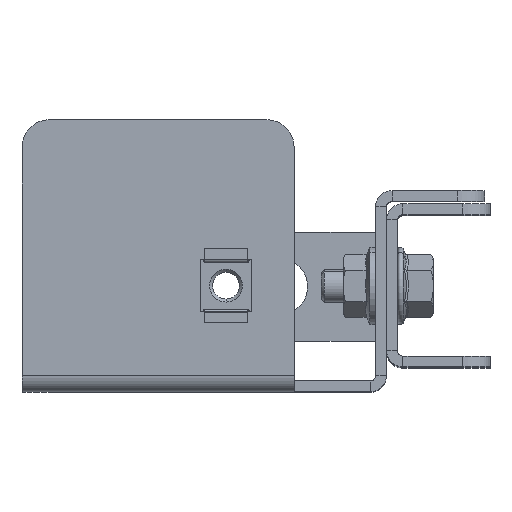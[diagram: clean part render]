
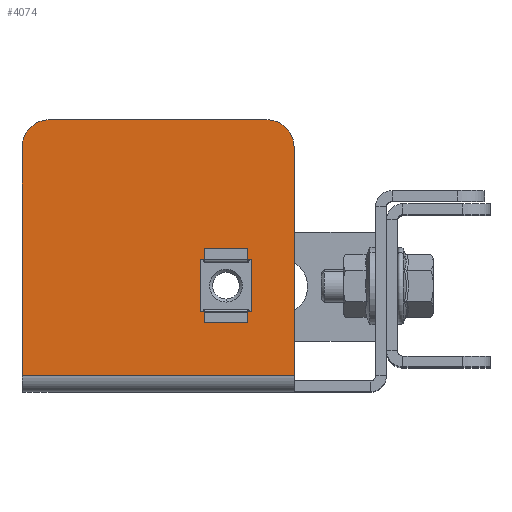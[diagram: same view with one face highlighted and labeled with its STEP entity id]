
A CAD part, top view. The second image highlights one B-rep face of the part: STEP entity #4074.
In plain terms, the highlighted face is planar.
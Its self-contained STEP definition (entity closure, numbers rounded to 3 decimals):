
#58 = CARTESIAN_POINT ( 'NONE',  ( -25.5, 65., -28. ) ) ;
#129 = ORIENTED_EDGE ( 'NONE', *, *, #4862, .T. ) ;
#185 = CARTESIAN_POINT ( 'NONE',  ( 16.5, 15., -28. ) ) ;
#246 = CARTESIAN_POINT ( 'NONE',  ( 16.5, 65., -28. ) ) ;
#256 = VERTEX_POINT ( 'NONE', #5859 ) ;
#319 = ORIENTED_EDGE ( 'NONE', *, *, #5091, .F. ) ;
#340 = DIRECTION ( 'NONE',  ( 1., 0., 0. ) ) ;
#459 = LINE ( 'NONE', #7345, #2218 ) ;
#470 = VERTEX_POINT ( 'NONE', #58 ) ;
#481 = CARTESIAN_POINT ( 'NONE',  ( -30.5, 60., -28. ) ) ;
#506 = DIRECTION ( 'NONE',  ( -1., 0., 0. ) ) ;
#703 = ORIENTED_EDGE ( 'NONE', *, *, #5760, .F. ) ;
#941 = CARTESIAN_POINT ( 'NONE',  ( 0., 65., -28. ) ) ;
#1269 = VERTEX_POINT ( 'NONE', #246 ) ;
#1273 = VECTOR ( 'NONE', #9173, 1000. ) ;
#1356 = DIRECTION ( 'NONE',  ( 0., 1., 0. ) ) ;
#2146 = EDGE_CURVE ( 'NONE', #470, #1269, #7734, .T. ) ;
#2218 = VECTOR ( 'NONE', #3542, 1000. ) ;
#2230 = CARTESIAN_POINT ( 'NONE',  ( 0., 0., -28. ) ) ;
#2351 = DIRECTION ( 'NONE',  ( 0., 0., -1. ) ) ;
#2462 = DIRECTION ( 'NONE',  ( 0., 0., -1. ) ) ;
#2807 = EDGE_CURVE ( 'NONE', #8130, #8762, #3591, .T. ) ;
#2914 = ORIENTED_EDGE ( 'NONE', *, *, #2146, .T. ) ;
#3124 = ORIENTED_EDGE ( 'NONE', *, *, #5166, .F. ) ;
#3455 = VECTOR ( 'NONE', #340, 1000. ) ;
#3542 = DIRECTION ( 'NONE',  ( 0., 1., 0. ) ) ;
#3548 = DIRECTION ( 'NONE',  ( 1., 0., 0. ) ) ;
#3591 = LINE ( 'NONE', #8296, #6011 ) ;
#3601 = ORIENTED_EDGE ( 'NONE', *, *, #3902, .T. ) ;
#3786 = ORIENTED_EDGE ( 'NONE', *, *, #7728, .T. ) ;
#3888 = ORIENTED_EDGE ( 'NONE', *, *, #2807, .F. ) ;
#3902 = EDGE_CURVE ( 'NONE', #8170, #256, #8679, .T. ) ;
#3951 = VERTEX_POINT ( 'NONE', #481 ) ;
#3961 = VECTOR ( 'NONE', #7973, 1000. ) ;
#4074 = ADVANCED_FACE ( 'NONE', ( #6671, #4496 ), #6620, .F. ) ;
#4248 = LINE ( 'NONE', #5079, #8022 ) ;
#4269 = EDGE_CURVE ( 'NONE', #9697, #8130, #459, .T. ) ;
#4496 = FACE_OUTER_BOUND ( 'NONE', #5679, .T. ) ;
#4509 = EDGE_CURVE ( 'NONE', #256, #8494, #9662, .T. ) ;
#4667 = CARTESIAN_POINT ( 'NONE',  ( 4.75, 22.75, -28. ) ) ;
#4862 = EDGE_CURVE ( 'NONE', #3951, #470, #7133, .T. ) ;
#5079 = CARTESIAN_POINT ( 'NONE',  ( -30.5, 0., -28. ) ) ;
#5090 = DIRECTION ( 'NONE',  ( 0., 0., 1. ) ) ;
#5091 = EDGE_CURVE ( 'NONE', #5278, #9697, #9538, .T. ) ;
#5156 = LINE ( 'NONE', #8899, #6971 ) ;
#5166 = EDGE_CURVE ( 'NONE', #8170, #1269, #5156, .T. ) ;
#5278 = VERTEX_POINT ( 'NONE', #4667 ) ;
#5679 = EDGE_LOOP ( 'NONE', ( #3601, #8796, #3786, #129, #2914, #3124 ) ) ;
#5760 = EDGE_CURVE ( 'NONE', #8762, #5278, #9125, .T. ) ;
#5761 = CARTESIAN_POINT ( 'NONE',  ( 4.75, 22.75, -28. ) ) ;
#5859 = CARTESIAN_POINT ( 'NONE',  ( -25.5, 15., -28. ) ) ;
#6011 = VECTOR ( 'NONE', #3548, 1000. ) ;
#6111 = CARTESIAN_POINT ( 'NONE',  ( -4.75, 32.25, -28. ) ) ;
#6233 = CARTESIAN_POINT ( 'NONE',  ( -4.75, 22.75, -28. ) ) ;
#6285 = CARTESIAN_POINT ( 'NONE',  ( 4.75, 32.25, -28. ) ) ;
#6471 = CARTESIAN_POINT ( 'NONE',  ( 4.75, 32.25, -28. ) ) ;
#6620 = PLANE ( 'NONE',  #9811 ) ;
#6646 = CARTESIAN_POINT ( 'NONE',  ( -25.5, 20., -28. ) ) ;
#6671 = FACE_BOUND ( 'NONE', #7761, .T. ) ;
#6971 = VECTOR ( 'NONE', #1356, 1000. ) ;
#7133 = CIRCLE ( 'NONE', #7434, 5. ) ;
#7345 = CARTESIAN_POINT ( 'NONE',  ( -4.75, 32.25, -28. ) ) ;
#7404 = ORIENTED_EDGE ( 'NONE', *, *, #4269, .F. ) ;
#7434 = AXIS2_PLACEMENT_3D ( 'NONE', #8555, #2462, #9341 ) ;
#7728 = EDGE_CURVE ( 'NONE', #8494, #3951, #4248, .T. ) ;
#7734 = LINE ( 'NONE', #941, #3455 ) ;
#7761 = EDGE_LOOP ( 'NONE', ( #319, #703, #3888, #7404 ) ) ;
#7763 = AXIS2_PLACEMENT_3D ( 'NONE', #6646, #2351, #8394 ) ;
#7973 = DIRECTION ( 'NONE',  ( -1., 0., 0. ) ) ;
#8022 = VECTOR ( 'NONE', #8108, 1000. ) ;
#8108 = DIRECTION ( 'NONE',  ( 0., 1., 0. ) ) ;
#8130 = VERTEX_POINT ( 'NONE', #6111 ) ;
#8170 = VERTEX_POINT ( 'NONE', #185 ) ;
#8235 = VECTOR ( 'NONE', #506, 1000. ) ;
#8296 = CARTESIAN_POINT ( 'NONE',  ( 4.75, 32.25, -28. ) ) ;
#8394 = DIRECTION ( 'NONE',  ( 1., 0., 0. ) ) ;
#8494 = VERTEX_POINT ( 'NONE', #9269 ) ;
#8555 = CARTESIAN_POINT ( 'NONE',  ( -25.5, 60., -28. ) ) ;
#8636 = CARTESIAN_POINT ( 'NONE',  ( 0., 15., -28. ) ) ;
#8679 = LINE ( 'NONE', #8636, #3961 ) ;
#8762 = VERTEX_POINT ( 'NONE', #6471 ) ;
#8796 = ORIENTED_EDGE ( 'NONE', *, *, #4509, .T. ) ;
#8899 = CARTESIAN_POINT ( 'NONE',  ( 16.5, 65., -28. ) ) ;
#9125 = LINE ( 'NONE', #6285, #1273 ) ;
#9173 = DIRECTION ( 'NONE',  ( 0., -1., 0. ) ) ;
#9269 = CARTESIAN_POINT ( 'NONE',  ( -30.5, 20., -28. ) ) ;
#9341 = DIRECTION ( 'NONE',  ( 1., 0., 0. ) ) ;
#9538 = LINE ( 'NONE', #5761, #8235 ) ;
#9662 = CIRCLE ( 'NONE', #7763, 5. ) ;
#9697 = VERTEX_POINT ( 'NONE', #6233 ) ;
#9709 = DIRECTION ( 'NONE',  ( 1., 0., 0. ) ) ;
#9811 = AXIS2_PLACEMENT_3D ( 'NONE', #2230, #5090, #9709 ) ;
